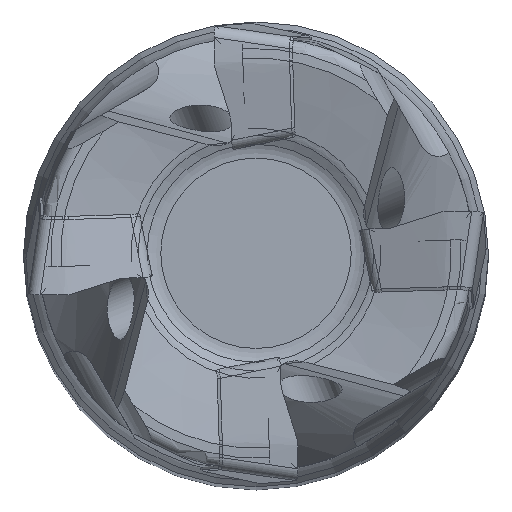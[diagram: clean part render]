
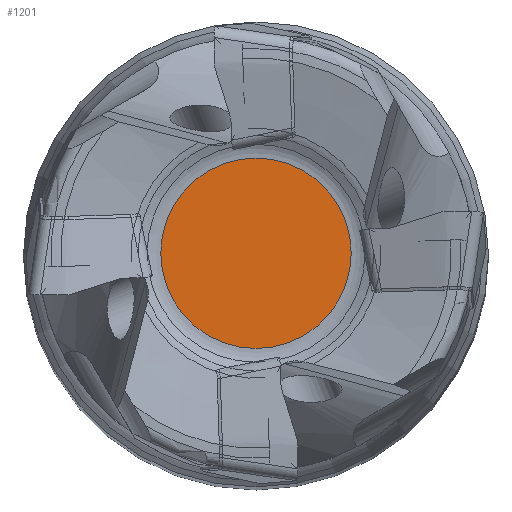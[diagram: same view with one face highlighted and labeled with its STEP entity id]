
A CAD part, top view. The second image highlights one B-rep face of the part: STEP entity #1201.
In plain terms, the highlighted planar face has unit normal (0, 0, 1).
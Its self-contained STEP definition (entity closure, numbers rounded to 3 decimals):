
#357=FACE_OUTER_BOUND('',#1572,.T.);
#458=PLANE('',#3841);
#1201=ADVANCED_FACE('',(#357),#458,.F.);
#1572=EDGE_LOOP('',(#2465));
#2465=ORIENTED_EDGE('',*,*,#3542,.T.);
#3038=VERTEX_POINT('',#24178);
#3542=EDGE_CURVE('',#3038,#3038,#3672,.T.);
#3672=CIRCLE('',#3840,3.251);
#3840=AXIS2_PLACEMENT_3D('',#24177,#4312,#4313);
#3841=AXIS2_PLACEMENT_3D('',#24179,#4314,#4315);
#4312=DIRECTION('',(0.,0.,1.));
#4313=DIRECTION('',(-1.,0.,0.));
#4314=DIRECTION('',(0.,0.,-1.));
#4315=DIRECTION('',(-1.,0.,0.));
#24177=CARTESIAN_POINT('',(0.,0.,-0.987));
#24178=CARTESIAN_POINT('',(-3.251,0.,-0.987));
#24179=CARTESIAN_POINT('',(0.,0.,-0.987));
